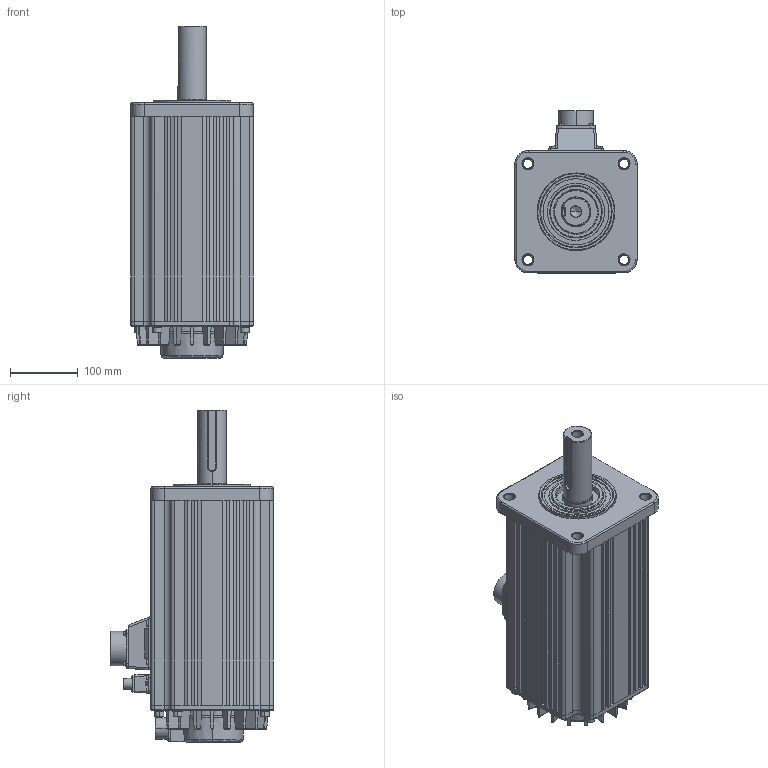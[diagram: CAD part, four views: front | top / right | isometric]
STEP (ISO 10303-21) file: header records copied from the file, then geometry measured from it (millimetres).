
FILE_DESCRIPTION (( 'STEP AP214' ), '1' );
FILE_NAME ('SV2H-275B.STEP', '2020-07-13T17:26:29', ( '' ), ( '' ), 'SwSTEP 2.0', 'SolidWorks 2017', '' );
FILE_SCHEMA (( 'AUTOMOTIVE_DESIGN' ));
Length unit declared in the file: inch
Products named in the file (1): SV2H-275B
Bounding box: 180 x 239.2 x 488.8 mm (x, y, z)
Volume: 10183181.1 mm3; surface area: 464048.4 mm2
Topology: 1 solids, 3 shells, 665 faces, 1616 edges, 1036 vertices
Faces by surface type: plane 341, cylinder 219, cone 54, bspline 31, torus 20
Entity records: 36078 total; most frequent: CARTESIAN_POINT 22120, ORIENTED_EDGE 3228, DIRECTION 2181, EDGE_CURVE 1614, VERTEX_POINT 1036, B_SPLINE_CURVE_WITH_KNOTS 778, EDGE_LOOP 754, AXIS2_PLACEMENT_3D 732
